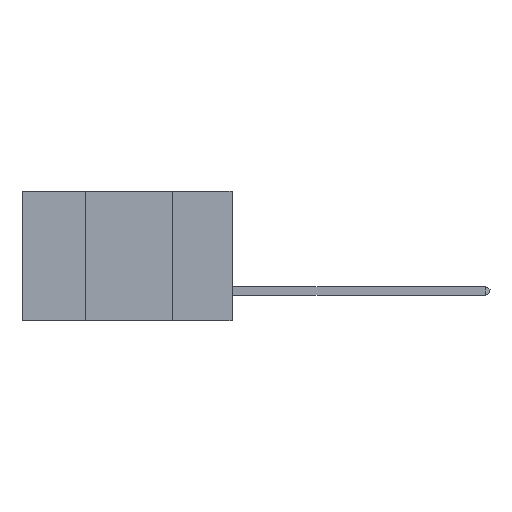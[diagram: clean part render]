
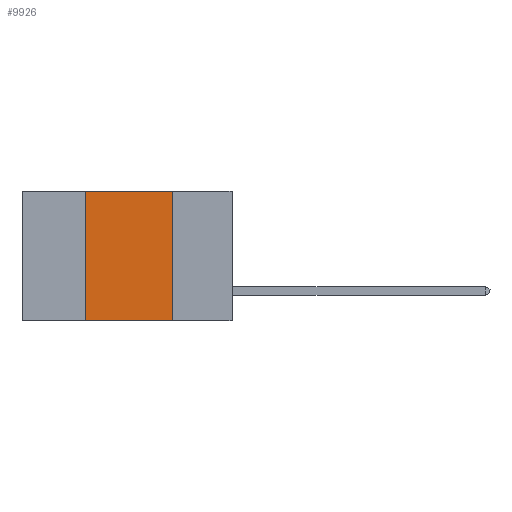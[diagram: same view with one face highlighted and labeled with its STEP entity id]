
A CAD part, left-side view. The second image highlights one B-rep face of the part: STEP entity #9926.
In plain terms, the highlighted planar face has unit normal (-1, 0, 0).
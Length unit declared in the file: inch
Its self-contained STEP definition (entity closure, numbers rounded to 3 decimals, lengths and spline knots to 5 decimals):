
#9 = CARTESIAN_POINT ( 'NONE',  ( 0., 0.42, 0. ) ) ;
#603 = LINE ( 'NONE', #1946, #6325 ) ;
#829 = VERTEX_POINT ( 'NONE', #10170 ) ;
#863 = DIRECTION ( 'NONE',  ( 0., -1., 0. ) ) ;
#1175 = EDGE_CURVE ( 'NONE', #829, #3985, #10366, .T. ) ;
#1257 = CARTESIAN_POINT ( 'NONE',  ( 0., 0.17, -0.37 ) ) ;
#1311 = EDGE_CURVE ( 'NONE', #829, #9336, #4160, .T. ) ;
#1946 = CARTESIAN_POINT ( 'NONE',  ( 0., 0.6, 0. ) ) ;
#2228 = EDGE_CURVE ( 'NONE', #9336, #9341, #603, .T. ) ;
#3037 = AXIS2_PLACEMENT_3D ( 'NONE', #7509, #6570, #9146 ) ;
#3140 = EDGE_CURVE ( 'NONE', #9341, #3985, #6990, .T. ) ;
#3362 = VECTOR ( 'NONE', #863, 39.37008 ) ;
#3788 = VECTOR ( 'NONE', #10597, 39.37008 ) ;
#3928 = ORIENTED_EDGE ( 'NONE', *, *, #3140, .F. ) ;
#3985 = VERTEX_POINT ( 'NONE', #1257 ) ;
#4082 = FACE_OUTER_BOUND ( 'NONE', #9205, .T. ) ;
#4160 = LINE ( 'NONE', #4254, #9586 ) ;
#4254 = CARTESIAN_POINT ( 'NONE',  ( 0., 0.42, 0. ) ) ;
#4414 = DIRECTION ( 'NONE',  ( 0., -1., 0. ) ) ;
#5756 = ORIENTED_EDGE ( 'NONE', *, *, #1175, .T. ) ;
#5776 = PLANE ( 'NONE',  #3037 ) ;
#5812 = DIRECTION ( 'NONE',  ( 0., 0., 1. ) ) ;
#6325 = VECTOR ( 'NONE', #4414, 39.37008 ) ;
#6570 = DIRECTION ( 'NONE',  ( 1., 0., 0. ) ) ;
#6990 = LINE ( 'NONE', #8911, #3788 ) ;
#7385 = CARTESIAN_POINT ( 'NONE',  ( 0., 0.6, -0.37 ) ) ;
#7509 = CARTESIAN_POINT ( 'NONE',  ( 0., 0.6, 0. ) ) ;
#8911 = CARTESIAN_POINT ( 'NONE',  ( 0., 0.17, 0. ) ) ;
#9146 = DIRECTION ( 'NONE',  ( 0., 0., -1. ) ) ;
#9205 = EDGE_LOOP ( 'NONE', ( #3928, #9539, #10663, #5756 ) ) ;
#9261 = CARTESIAN_POINT ( 'NONE',  ( 0., 0.17, 0. ) ) ;
#9336 = VERTEX_POINT ( 'NONE', #9 ) ;
#9341 = VERTEX_POINT ( 'NONE', #9261 ) ;
#9539 = ORIENTED_EDGE ( 'NONE', *, *, #2228, .F. ) ;
#9586 = VECTOR ( 'NONE', #5812, 39.37008 ) ;
#9926 = ADVANCED_FACE ( 'NONE', ( #4082 ), #5776, .F. ) ;
#10170 = CARTESIAN_POINT ( 'NONE',  ( 0., 0.42, -0.37 ) ) ;
#10366 = LINE ( 'NONE', #7385, #3362 ) ;
#10597 = DIRECTION ( 'NONE',  ( 0., 0., -1. ) ) ;
#10663 = ORIENTED_EDGE ( 'NONE', *, *, #1311, .F. ) ;
